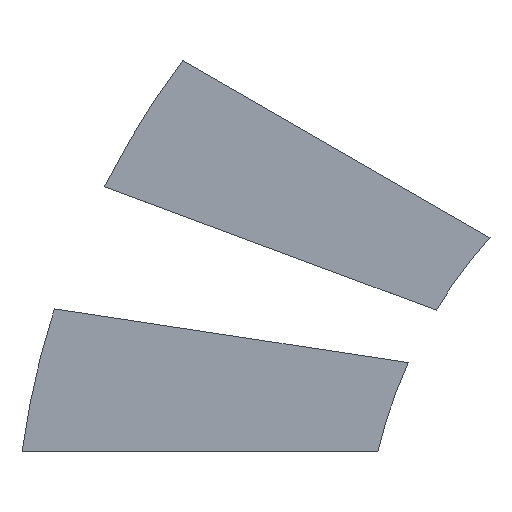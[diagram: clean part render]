
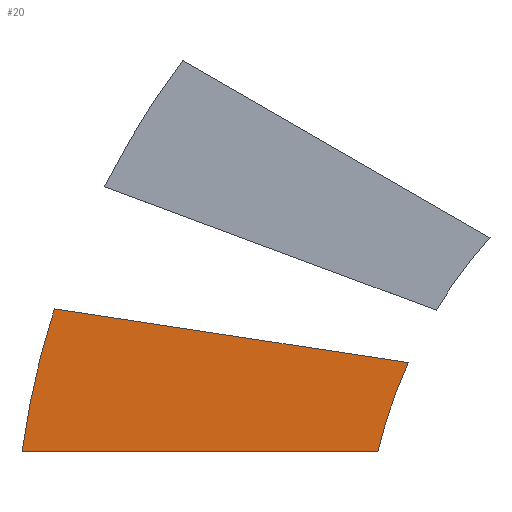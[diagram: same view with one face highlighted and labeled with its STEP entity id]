
A CAD part, top view. The second image highlights one B-rep face of the part: STEP entity #20.
In plain terms, the highlighted planar face has unit normal (0, 0, 1).
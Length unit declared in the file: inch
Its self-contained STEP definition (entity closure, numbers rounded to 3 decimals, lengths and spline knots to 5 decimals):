
#20=ADVANCED_FACE('',(#32),#179,.T.);
#32=FACE_OUTER_BOUND('',#44,.T.);
#44=EDGE_LOOP('',(#62,#63,#64,#65));
#62=ORIENTED_EDGE('',*,*,#108,.F.);
#63=ORIENTED_EDGE('',*,*,#109,.F.);
#64=ORIENTED_EDGE('',*,*,#110,.F.);
#65=ORIENTED_EDGE('',*,*,#104,.F.);
#104=EDGE_CURVE('',#159,#165,#151,.T.);
#108=EDGE_CURVE('',#163,#159,#128,.T.);
#109=EDGE_CURVE('',#164,#163,#153,.T.);
#110=EDGE_CURVE('',#165,#164,#129,.T.);
#128=TRIMMED_CURVE($,#136,(#295),(#296),.T.,.CARTESIAN.);
#129=TRIMMED_CURVE($,#137,(#301),(#302),.T.,.CARTESIAN.);
#136=CIRCLE('',#217,42.01386);
#137=CIRCLE('',#218,72.01386);
#151=(
BOUNDED_CURVE()
B_SPLINE_CURVE(2,(#282,#283,#284),.UNSPECIFIED.,.F.,.F.)
B_SPLINE_CURVE_WITH_KNOTS((3,3),(0.,30.4835),.UNSPECIFIED.)
CURVE()
GEOMETRIC_REPRESENTATION_ITEM()
RATIONAL_B_SPLINE_CURVE((1.,1.,1.))
REPRESENTATION_ITEM('')
);
#153=(
BOUNDED_CURVE()
B_SPLINE_CURVE(2,(#297,#298,#299),.UNSPECIFIED.,.F.,.F.)
B_SPLINE_CURVE_WITH_KNOTS((3,3),(43.04457,73.71739),
 .UNSPECIFIED.)
CURVE()
GEOMETRIC_REPRESENTATION_ITEM()
RATIONAL_B_SPLINE_CURVE((1.,1.,1.))
REPRESENTATION_ITEM('')
);
#159=VERTEX_POINT('',#270);
#163=VERTEX_POINT('',#274);
#164=VERTEX_POINT('',#275);
#165=VERTEX_POINT('',#276);
#179=PLANE('',#211);
#211=AXIS2_PLACEMENT_3D('',#265,#234,$);
#217=AXIS2_PLACEMENT_3D($,#294,#242,#243);
#218=AXIS2_PLACEMENT_3D($,#300,#244,#245);
#234=DIRECTION('',(0.,0.,1.));
#242=DIRECTION('',(0.,0.,1.));
#243=DIRECTION('',(-0.91,0.414,0.));
#244=DIRECTION('',(0.,0.,-1.));
#245=DIRECTION('',(-0.991,0.135,0.));
#265=CARTESIAN_POINT('',(193.09935,-1.,0.25));
#270=CARTESIAN_POINT('',(190.4835,-1.,0.25));
#274=CARTESIAN_POINT('',(193.09935,6.6307,0.25));
#275=CARTESIAN_POINT('',(162.77402,11.23461,0.25));
#276=CARTESIAN_POINT('',(160.,-1.,0.25));
#282=CARTESIAN_POINT('',(190.4835,-1.,0.25));
#283=CARTESIAN_POINT('',(175.24175,-1.,0.25));
#284=CARTESIAN_POINT('',(160.,-1.,0.25));
#294=CARTESIAN_POINT('',(231.35132,-10.74607,0.25));
#295=CARTESIAN_POINT('',(193.09935,6.6307,0.25));
#296=CARTESIAN_POINT('',(190.4835,-1.,0.25));
#297=CARTESIAN_POINT('',(162.77402,11.23461,0.25));
#298=CARTESIAN_POINT('',(177.93669,8.93265,0.25));
#299=CARTESIAN_POINT('',(193.09935,6.6307,0.25));
#300=CARTESIAN_POINT('',(231.35132,-10.74607,0.25));
#301=CARTESIAN_POINT('',(160.,-1.,0.25));
#302=CARTESIAN_POINT('',(162.77402,11.23461,0.25));
